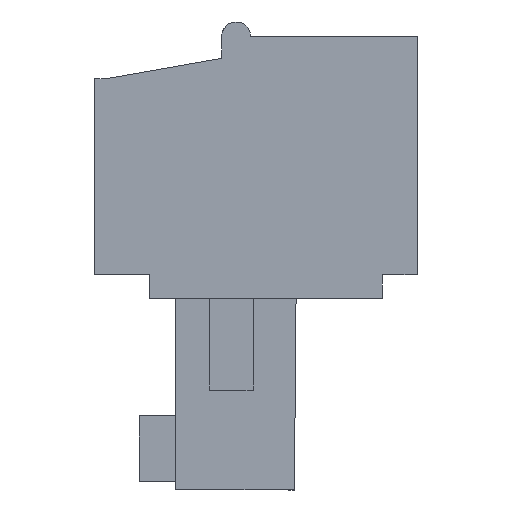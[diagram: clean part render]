
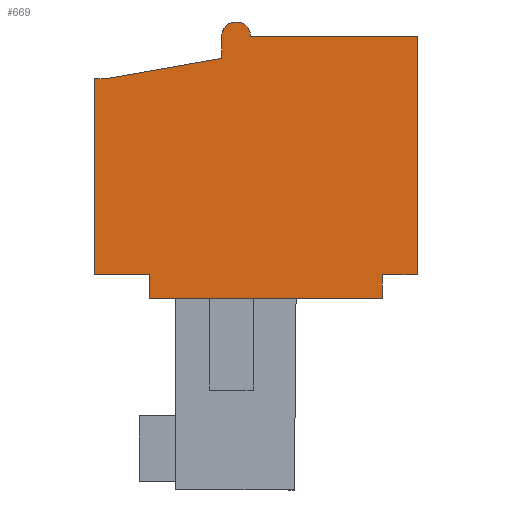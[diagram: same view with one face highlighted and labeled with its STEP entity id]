
A CAD part, left-side view. The second image highlights one B-rep face of the part: STEP entity #669.
In plain terms, the highlighted planar face has unit normal (-1, 0, 0).
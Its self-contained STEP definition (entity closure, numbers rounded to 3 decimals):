
#585=AXIS2_PLACEMENT_3D('Plane Axis2P3D',#582,#583,#584) ;
#603=AXIS2_PLACEMENT_3D('Circle Axis2P3D',#601,#602,$) ;
#40=CARTESIAN_POINT('Vertex',(0.,1.2,7.4)) ;
#45=CARTESIAN_POINT('Line Origine',(0.,1.2,7.)) ;
#49=CARTESIAN_POINT('Vertex',(0.,1.2,6.6)) ;
#495=CARTESIAN_POINT('Vertex',(0.,0.,7.4)) ;
#498=CARTESIAN_POINT('Line Origine',(0.,0.6,7.4)) ;
#582=CARTESIAN_POINT('Axis2P3D Location',(0.,0.,0.)) ;
#587=CARTESIAN_POINT('Line Origine',(0.,0.,11.5)) ;
#591=CARTESIAN_POINT('Vertex',(0.,0.,15.6)) ;
#594=CARTESIAN_POINT('Line Origine',(0.,2.865,15.6)) ;
#598=CARTESIAN_POINT('Vertex',(0.,5.73,15.6)) ;
#601=CARTESIAN_POINT('Axis2P3D Location',(0.,6.23,15.6)) ;
#605=CARTESIAN_POINT('Vertex',(0.,6.73,15.6)) ;
#608=CARTESIAN_POINT('Line Origine',(0.,6.73,15.225)) ;
#612=CARTESIAN_POINT('Vertex',(0.,6.73,14.85)) ;
#615=CARTESIAN_POINT('Line Origine',(0.,8.715,14.5)) ;
#619=CARTESIAN_POINT('Vertex',(0.,10.7,14.15)) ;
#622=CARTESIAN_POINT('Line Origine',(0.,10.9,14.15)) ;
#626=CARTESIAN_POINT('Vertex',(0.,11.1,14.15)) ;
#629=CARTESIAN_POINT('Line Origine',(0.,11.1,10.775)) ;
#633=CARTESIAN_POINT('Vertex',(0.,11.1,7.4)) ;
#636=CARTESIAN_POINT('Line Origine',(0.,10.15,7.4)) ;
#640=CARTESIAN_POINT('Vertex',(0.,9.2,7.4)) ;
#643=CARTESIAN_POINT('Line Origine',(0.,9.2,7.)) ;
#647=CARTESIAN_POINT('Vertex',(0.,9.2,6.6)) ;
#650=CARTESIAN_POINT('Line Origine',(0.,5.2,6.6)) ;
#46=DIRECTION('Vector Direction',(0.,0.,-1.)) ;
#499=DIRECTION('Vector Direction',(0.,1.,0.)) ;
#583=DIRECTION('Axis2P3D Direction',(-1.,0.,0.)) ;
#584=DIRECTION('Axis2P3D XDirection',(0.,0.,1.)) ;
#588=DIRECTION('Vector Direction',(0.,0.,-1.)) ;
#595=DIRECTION('Vector Direction',(0.,-1.,0.)) ;
#602=DIRECTION('Axis2P3D Direction',(-1.,0.,0.)) ;
#609=DIRECTION('Vector Direction',(0.,0.,1.)) ;
#616=DIRECTION('Vector Direction',(0.,-0.985,0.174)) ;
#623=DIRECTION('Vector Direction',(0.,-1.,0.)) ;
#630=DIRECTION('Vector Direction',(0.,0.,1.)) ;
#637=DIRECTION('Vector Direction',(0.,1.,0.)) ;
#644=DIRECTION('Vector Direction',(0.,0.,1.)) ;
#651=DIRECTION('Vector Direction',(0.,1.,0.)) ;
#47=VECTOR('Line Direction',#46,1.) ;
#500=VECTOR('Line Direction',#499,1.) ;
#589=VECTOR('Line Direction',#588,1.) ;
#596=VECTOR('Line Direction',#595,1.) ;
#610=VECTOR('Line Direction',#609,1.) ;
#617=VECTOR('Line Direction',#616,1.) ;
#624=VECTOR('Line Direction',#623,1.) ;
#631=VECTOR('Line Direction',#630,1.) ;
#638=VECTOR('Line Direction',#637,1.) ;
#645=VECTOR('Line Direction',#644,1.) ;
#652=VECTOR('Line Direction',#651,1.) ;
#656=ORIENTED_EDGE('',*,*,#593,.T.) ;
#657=ORIENTED_EDGE('',*,*,#600,.T.) ;
#658=ORIENTED_EDGE('',*,*,#607,.T.) ;
#659=ORIENTED_EDGE('',*,*,#614,.T.) ;
#660=ORIENTED_EDGE('',*,*,#621,.T.) ;
#661=ORIENTED_EDGE('',*,*,#628,.T.) ;
#662=ORIENTED_EDGE('',*,*,#635,.T.) ;
#663=ORIENTED_EDGE('',*,*,#642,.T.) ;
#664=ORIENTED_EDGE('',*,*,#649,.T.) ;
#665=ORIENTED_EDGE('',*,*,#654,.T.) ;
#666=ORIENTED_EDGE('',*,*,#51,.T.) ;
#667=ORIENTED_EDGE('',*,*,#502,.T.) ;
#669=ADVANCED_FACE('HOUSING',(#668),#586,.T.) ;
#604=CIRCLE('generated circle',#603,0.5) ;
#51=EDGE_CURVE('',#50,#41,#48,.F.) ;
#502=EDGE_CURVE('',#41,#496,#501,.F.) ;
#593=EDGE_CURVE('',#496,#592,#590,.F.) ;
#600=EDGE_CURVE('',#592,#599,#597,.F.) ;
#607=EDGE_CURVE('',#599,#606,#604,.T.) ;
#614=EDGE_CURVE('',#606,#613,#611,.F.) ;
#621=EDGE_CURVE('',#613,#620,#618,.F.) ;
#628=EDGE_CURVE('',#620,#627,#625,.F.) ;
#635=EDGE_CURVE('',#627,#634,#632,.F.) ;
#642=EDGE_CURVE('',#634,#641,#639,.F.) ;
#649=EDGE_CURVE('',#641,#648,#646,.F.) ;
#654=EDGE_CURVE('',#648,#50,#653,.F.) ;
#655=EDGE_LOOP('',(#656,#657,#658,#659,#660,#661,#662,#663,#664,#665,#666,#667)) ;
#668=FACE_OUTER_BOUND('',#655,.T.) ;
#48=LINE('Line',#45,#47) ;
#501=LINE('Line',#498,#500) ;
#590=LINE('Line',#587,#589) ;
#597=LINE('Line',#594,#596) ;
#611=LINE('Line',#608,#610) ;
#618=LINE('Line',#615,#617) ;
#625=LINE('Line',#622,#624) ;
#632=LINE('Line',#629,#631) ;
#639=LINE('Line',#636,#638) ;
#646=LINE('Line',#643,#645) ;
#653=LINE('Line',#650,#652) ;
#586=PLANE('',#585) ;
#41=VERTEX_POINT('',#40) ;
#50=VERTEX_POINT('',#49) ;
#496=VERTEX_POINT('',#495) ;
#592=VERTEX_POINT('',#591) ;
#599=VERTEX_POINT('',#598) ;
#606=VERTEX_POINT('',#605) ;
#613=VERTEX_POINT('',#612) ;
#620=VERTEX_POINT('',#619) ;
#627=VERTEX_POINT('',#626) ;
#634=VERTEX_POINT('',#633) ;
#641=VERTEX_POINT('',#640) ;
#648=VERTEX_POINT('',#647) ;
